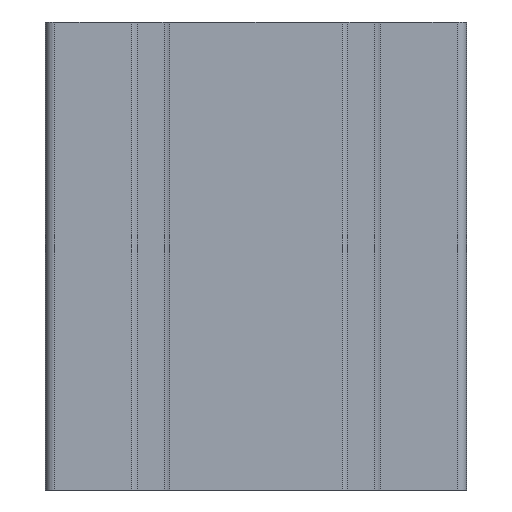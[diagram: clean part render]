
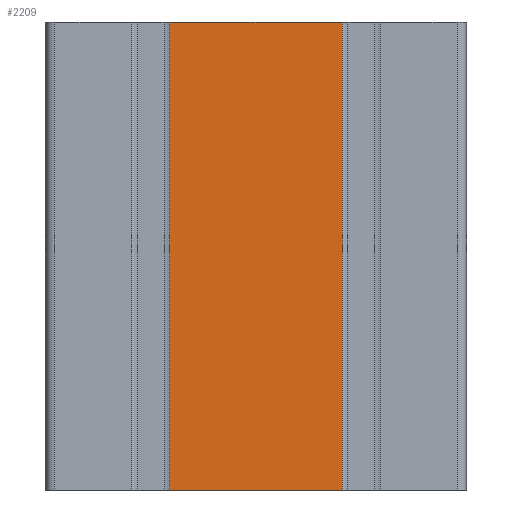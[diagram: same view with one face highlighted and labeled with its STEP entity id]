
A CAD part, front view. The second image highlights one B-rep face of the part: STEP entity #2209.
In plain terms, the highlighted planar face has unit normal (0, -1, 0).
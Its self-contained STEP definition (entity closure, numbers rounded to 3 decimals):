
#659=CARTESIAN_POINT('',(18.4,-45.,0.0));
#660=VERTEX_POINT('',#659);
#667=CARTESIAN_POINT('',(-18.4,-45.,0.0));
#668=VERTEX_POINT('',#667);
#669=CARTESIAN_POINT('',(18.4,-45.,0.0));
#670=DIRECTION('',(-1.0,0.0,0.0));
#671=VECTOR('',#670,36.8);
#672=LINE('',#669,#671);
#673=EDGE_CURVE('',#660,#668,#672,.T.);
#2128=CARTESIAN_POINT('',(18.4,-45.,100.0));
#2129=VERTEX_POINT('',#2128);
#2136=CARTESIAN_POINT('',(18.4,-45.,0.0));
#2137=DIRECTION('',(0.0,0.0,1.0));
#2138=VECTOR('',#2137,100.0);
#2139=LINE('',#2136,#2138);
#2140=EDGE_CURVE('',#660,#2129,#2139,.T.);
#2186=CARTESIAN_POINT('',(-26.6,-45.,0.0));
#2187=DIRECTION('',(0.0,-1.0,0.0));
#2188=DIRECTION('',(0.0,0.0,-1.0));
#2189=AXIS2_PLACEMENT_3D('',#2186,#2187,#2188);
#2190=PLANE('',#2189);
#2191=ORIENTED_EDGE('',*,*,#2140,.T.);
#2192=CARTESIAN_POINT('',(-18.4,-45.,100.0));
#2193=VERTEX_POINT('',#2192);
#2194=CARTESIAN_POINT('',(18.4,-45.,100.0));
#2195=DIRECTION('',(-1.0,0.0,0.0));
#2196=VECTOR('',#2195,36.8);
#2197=LINE('',#2194,#2196);
#2198=EDGE_CURVE('',#2129,#2193,#2197,.T.);
#2199=ORIENTED_EDGE('',*,*,#2198,.T.);
#2200=CARTESIAN_POINT('',(-18.4,-45.,100.0));
#2201=DIRECTION('',(0.0,0.0,-1.0));
#2202=VECTOR('',#2201,100.0);
#2203=LINE('',#2200,#2202);
#2204=EDGE_CURVE('',#2193,#668,#2203,.T.);
#2205=ORIENTED_EDGE('',*,*,#2204,.T.);
#2206=ORIENTED_EDGE('',*,*,#673,.F.);
#2207=EDGE_LOOP('',(#2191,#2199,#2205,#2206));
#2208=FACE_OUTER_BOUND('',#2207,.T.);
#2209=ADVANCED_FACE('',(#2208),#2190,.T.);
